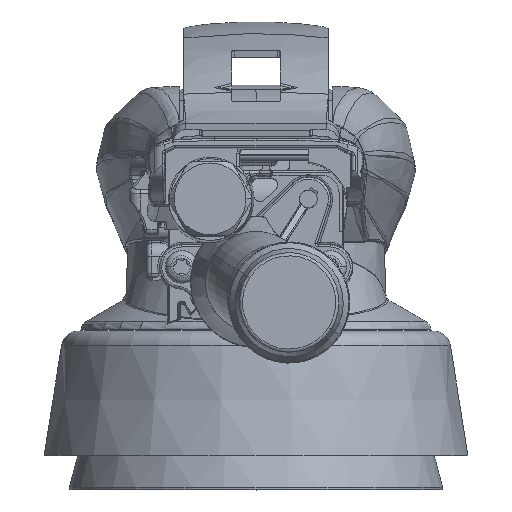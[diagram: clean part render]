
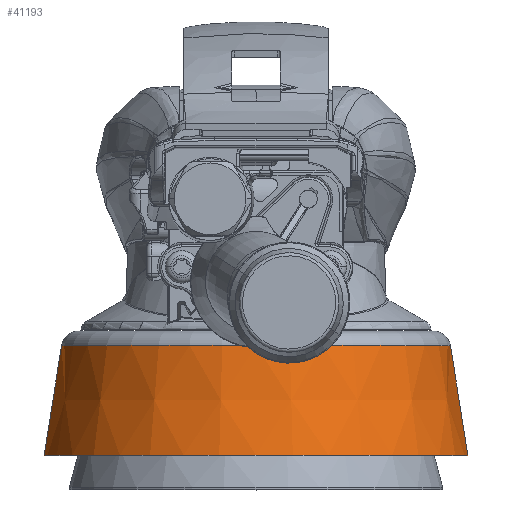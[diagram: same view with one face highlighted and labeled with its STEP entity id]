
A CAD part, top view. The second image highlights one B-rep face of the part: STEP entity #41193.
In plain terms, the highlighted conical face has half-angle 9 degrees and reference radius 46.51 mm.
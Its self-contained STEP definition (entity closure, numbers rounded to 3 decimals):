
#41038=CARTESIAN_POINT('',(0.,-46.491,0.));
#41039=DIRECTION('',(0.,-1.,0.));
#41040=DIRECTION('',(1.,0.,0.));
#41041=AXIS2_PLACEMENT_3D('',#41038,#41039,#41040);
#41068=DIRECTION('',(-0.156,0.988,0.));
#41069=VECTOR('',#41068,25.44);
#41070=CARTESIAN_POINT('',(48.5,-71.618,0.));
#41071=LINE('',#41070,#41069);
#41072=DIRECTION('',(0.156,0.988,0.));
#41073=VECTOR('',#41072,25.44);
#41074=CARTESIAN_POINT('',(-48.5,-71.618,0.));
#41075=LINE('',#41074,#41073);
#41081=CARTESIAN_POINT('',(0.,-71.618,0.));
#41082=DIRECTION('',(0.,1.,0.));
#41083=DIRECTION('',(-1.,0.,0.));
#41084=AXIS2_PLACEMENT_3D('',#41081,#41082,#41083);
#41086=CARTESIAN_POINT('',(44.52,-46.491,0.));
#41088=VERTEX_POINT('',#41086);
#41090=CARTESIAN_POINT('',(-44.52,-46.491,
0.));
#41091=VERTEX_POINT('',#41090);
#41094=CARTESIAN_POINT('',(48.5,-71.618,0.));
#41095=CARTESIAN_POINT('',(-48.5,-71.618,0.));
#41096=VERTEX_POINT('',#41094);
#41097=VERTEX_POINT('',#41095);
#41181=CARTESIAN_POINT('',(0.,-59.055,0.));
#41182=DIRECTION('',(0.,-1.,0.));
#41183=DIRECTION('',(-1.,0.,0.));
#41184=AXIS2_PLACEMENT_3D('',#41181,#41182,#41183);
#41185=CONICAL_SURFACE('',#41184,46.51,9.);
#41186=ORIENTED_EDGE('',*,*,#41164,.F.);
#41188=ORIENTED_EDGE('',*,*,#41187,.F.);
#41189=ORIENTED_EDGE('',*,*,#41167,.T.);
#41190=ORIENTED_EDGE('',*,*,#41105,.F.);
#41191=EDGE_LOOP('',(#41186,#41188,#41189,#41190));
#41192=FACE_OUTER_BOUND('',#41191,.F.);
#41193=ADVANCED_FACE('',(#41192),#41185,.T.);
#41042=CIRCLE('',#41041,44.52);
#41085=CIRCLE('',#41084,48.5);
#41105=EDGE_CURVE('',#41088,#41091,#41042,.T.);
#41164=EDGE_CURVE('',#41096,#41088,#41071,.T.);
#41167=EDGE_CURVE('',#41097,#41091,#41075,.T.);
#41187=EDGE_CURVE('',#41097,#41096,#41085,.T.);
